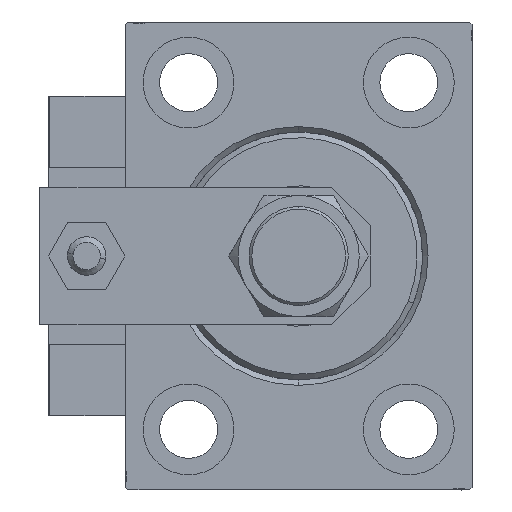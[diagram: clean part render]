
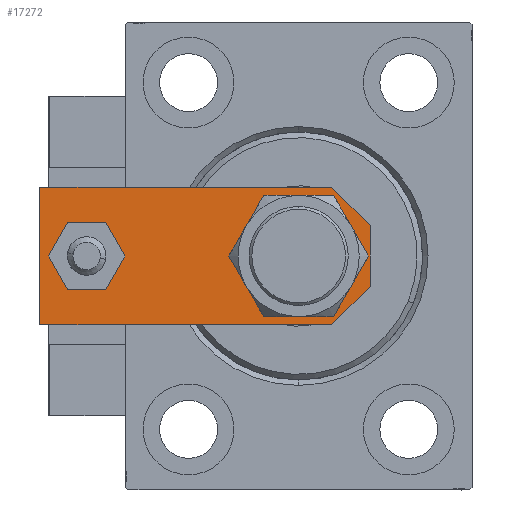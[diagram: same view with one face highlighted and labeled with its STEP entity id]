
A CAD part, left-side view. The second image highlights one B-rep face of the part: STEP entity #17272.
In plain terms, the highlighted face is planar.
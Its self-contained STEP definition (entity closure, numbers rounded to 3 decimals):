
#329 = FACE_OUTER_BOUND ( 'NONE', #26543, .T. ) ;
#843 = FACE_BOUND ( 'NONE', #31531, .T. ) ;
#1545 = EDGE_CURVE ( 'NONE', #34709, #8608, #20913, .T. ) ;
#2696 = ORIENTED_EDGE ( 'NONE', *, *, #26679, .F. ) ;
#3879 = EDGE_CURVE ( 'NONE', #45398, #15605, #8974, .T. ) ;
#4273 = CARTESIAN_POINT ( 'NONE',  ( 0., 51.5, 6. ) ) ;
#4452 = VERTEX_POINT ( 'NONE', #16753 ) ;
#4838 = AXIS2_PLACEMENT_3D ( 'NONE', #4273, #47725, #11694 ) ;
#5090 = VERTEX_POINT ( 'NONE', #50040 ) ;
#5302 = DIRECTION ( 'NONE',  ( 0., 1., 0. ) ) ;
#5337 = DIRECTION ( 'NONE',  ( 0., 0., 1. ) ) ;
#7846 = VERTEX_POINT ( 'NONE', #10789 ) ;
#8332 = CARTESIAN_POINT ( 'NONE',  ( -12.5, 60., 6. ) ) ;
#8608 = VERTEX_POINT ( 'NONE', #39806 ) ;
#8623 = VECTOR ( 'NONE', #41427, 1000. ) ;
#8666 = DIRECTION ( 'NONE',  ( 0.707, 0.707, 0. ) ) ;
#8908 = CARTESIAN_POINT ( 'NONE',  ( -12.5, 0., 6. ) ) ;
#8974 = LINE ( 'NONE', #24367, #9987 ) ;
#9306 = PLANE ( 'NONE',  #43359 ) ;
#9987 = VECTOR ( 'NONE', #12191, 1000. ) ;
#10453 = EDGE_CURVE ( 'NONE', #30224, #7846, #50832, .T. ) ;
#10789 = CARTESIAN_POINT ( 'NONE',  ( 8.25, 13., 6. ) ) ;
#10857 = EDGE_CURVE ( 'NONE', #4452, #21989, #33538, .T. ) ;
#10860 = ORIENTED_EDGE ( 'NONE', *, *, #45293, .T. ) ;
#11694 = DIRECTION ( 'NONE',  ( 1., 0., 0. ) ) ;
#12191 = DIRECTION ( 'NONE',  ( -1., 0., 0. ) ) ;
#13410 = CARTESIAN_POINT ( 'NONE',  ( -12.5, 60., 6. ) ) ;
#13780 = CARTESIAN_POINT ( 'NONE',  ( 12.5, 0., 6. ) ) ;
#14308 = CARTESIAN_POINT ( 'NONE',  ( -8.25, 13., 6. ) ) ;
#15273 = ORIENTED_EDGE ( 'NONE', *, *, #10453, .F. ) ;
#15370 = CARTESIAN_POINT ( 'NONE',  ( 0., 13., 6. ) ) ;
#15400 = ORIENTED_EDGE ( 'NONE', *, *, #10857, .T. ) ;
#15570 = DIRECTION ( 'NONE',  ( 0., 0., 1. ) ) ;
#15605 = VERTEX_POINT ( 'NONE', #13410 ) ;
#16513 = ORIENTED_EDGE ( 'NONE', *, *, #3879, .T. ) ;
#16635 = CARTESIAN_POINT ( 'NONE',  ( 2.75, -2.75, 6. ) ) ;
#16753 = CARTESIAN_POINT ( 'NONE',  ( -5.5, 0., 6. ) ) ;
#17272 = ADVANCED_FACE ( 'NONE', ( #28908, #329, #843 ), #9306, .T. ) ;
#19912 = CARTESIAN_POINT ( 'NONE',  ( -12.5, 7., 6. ) ) ;
#20913 = CIRCLE ( 'NONE', #4838, 4. ) ;
#21147 = VERTEX_POINT ( 'NONE', #19912 ) ;
#21495 = DIRECTION ( 'NONE',  ( 1., 0., 0. ) ) ;
#21560 = CARTESIAN_POINT ( 'NONE',  ( 4., 51.5, 6. ) ) ;
#21989 = VERTEX_POINT ( 'NONE', #33135 ) ;
#22263 = CARTESIAN_POINT ( 'NONE',  ( 0., 51.5, 6. ) ) ;
#23574 = DIRECTION ( 'NONE',  ( 1., 0., 0. ) ) ;
#23866 = EDGE_LOOP ( 'NONE', ( #39277, #45496 ) ) ;
#24048 = EDGE_CURVE ( 'NONE', #5090, #45398, #45836, .T. ) ;
#24320 = CIRCLE ( 'NONE', #52219, 4. ) ;
#24367 = CARTESIAN_POINT ( 'NONE',  ( 12.5, 60., 6. ) ) ;
#24481 = LINE ( 'NONE', #45133, #8623 ) ;
#25451 = AXIS2_PLACEMENT_3D ( 'NONE', #47247, #43009, #26830 ) ;
#25606 = DIRECTION ( 'NONE',  ( 1., 0., 0. ) ) ;
#26319 = VECTOR ( 'NONE', #25606, 1000. ) ;
#26543 = EDGE_LOOP ( 'NONE', ( #40636, #10860, #15400, #38682, #27733, #16513 ) ) ;
#26679 = EDGE_CURVE ( 'NONE', #7846, #30224, #45307, .T. ) ;
#26830 = DIRECTION ( 'NONE',  ( 1., 0., 0. ) ) ;
#27733 = ORIENTED_EDGE ( 'NONE', *, *, #24048, .T. ) ;
#28908 = FACE_BOUND ( 'NONE', #23866, .T. ) ;
#30224 = VERTEX_POINT ( 'NONE', #14308 ) ;
#31531 = EDGE_LOOP ( 'NONE', ( #15273, #2696 ) ) ;
#33135 = CARTESIAN_POINT ( 'NONE',  ( 5.5, 0., 6. ) ) ;
#33538 = LINE ( 'NONE', #8908, #26319 ) ;
#33986 = CARTESIAN_POINT ( 'NONE',  ( 12.5, 60., 6. ) ) ;
#34006 = EDGE_CURVE ( 'NONE', #8608, #34709, #24320, .T. ) ;
#34194 = VECTOR ( 'NONE', #5302, 1000. ) ;
#34625 = EDGE_CURVE ( 'NONE', #15605, #21147, #36151, .T. ) ;
#34709 = VERTEX_POINT ( 'NONE', #21560 ) ;
#36151 = LINE ( 'NONE', #8332, #41262 ) ;
#38182 = DIRECTION ( 'NONE',  ( 1., 0., 0. ) ) ;
#38557 = AXIS2_PLACEMENT_3D ( 'NONE', #15370, #48729, #23574 ) ;
#38682 = ORIENTED_EDGE ( 'NONE', *, *, #46938, .T. ) ;
#39277 = ORIENTED_EDGE ( 'NONE', *, *, #34006, .F. ) ;
#39806 = CARTESIAN_POINT ( 'NONE',  ( -4., 51.5, 6. ) ) ;
#40636 = ORIENTED_EDGE ( 'NONE', *, *, #34625, .T. ) ;
#40664 = DIRECTION ( 'NONE',  ( 0., -1., 0. ) ) ;
#40982 = VECTOR ( 'NONE', #8666, 1000. ) ;
#40997 = LINE ( 'NONE', #16635, #40982 ) ;
#41262 = VECTOR ( 'NONE', #40664, 1000. ) ;
#41427 = DIRECTION ( 'NONE',  ( 0.707, -0.707, 0. ) ) ;
#41636 = CARTESIAN_POINT ( 'NONE',  ( 0., 0., 6. ) ) ;
#43009 = DIRECTION ( 'NONE',  ( 0., 0., 1. ) ) ;
#43359 = AXIS2_PLACEMENT_3D ( 'NONE', #41636, #5337, #21495 ) ;
#45133 = CARTESIAN_POINT ( 'NONE',  ( -2.75, -2.75, 6. ) ) ;
#45293 = EDGE_CURVE ( 'NONE', #21147, #4452, #24481, .T. ) ;
#45307 = CIRCLE ( 'NONE', #38557, 8.25 ) ;
#45398 = VERTEX_POINT ( 'NONE', #33986 ) ;
#45496 = ORIENTED_EDGE ( 'NONE', *, *, #1545, .F. ) ;
#45836 = LINE ( 'NONE', #13780, #34194 ) ;
#46938 = EDGE_CURVE ( 'NONE', #21989, #5090, #40997, .T. ) ;
#47247 = CARTESIAN_POINT ( 'NONE',  ( 0., 13., 6. ) ) ;
#47725 = DIRECTION ( 'NONE',  ( 0., 0., 1. ) ) ;
#48729 = DIRECTION ( 'NONE',  ( 0., 0., 1. ) ) ;
#50040 = CARTESIAN_POINT ( 'NONE',  ( 12.5, 7., 6. ) ) ;
#50832 = CIRCLE ( 'NONE', #25451, 8.25 ) ;
#52219 = AXIS2_PLACEMENT_3D ( 'NONE', #22263, #15570, #38182 ) ;
